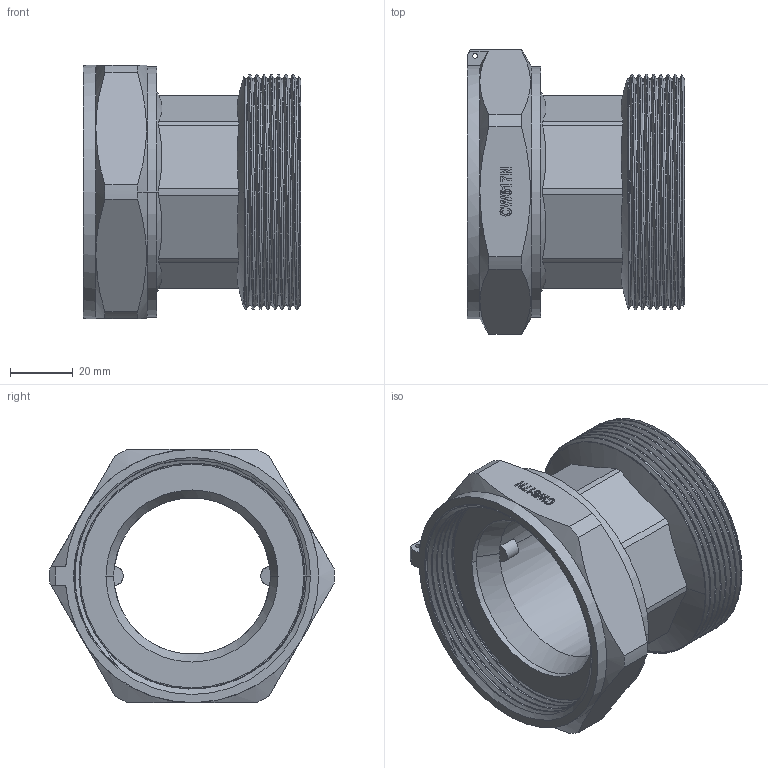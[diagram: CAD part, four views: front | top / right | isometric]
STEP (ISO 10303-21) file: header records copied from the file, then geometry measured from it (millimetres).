
FILE_DESCRIPTION((''),'2;1');
FILE_NAME('F16133010_ASM','2023-12-07T09:06:30',('admin'),(''),'CREO PARAMETRIC BY PTC INC, 2018400','CREO PARAMETRIC BY PTC INC, 2018400','');
FILE_SCHEMA(('CONFIG_CONTROL_DESIGN','SHAPE_APPEARANCE_LAYERS_GROUPS'));
Length unit declared in the file: millimetre
Products named in the file (5): FJ1641133010W; FJ1615133010W; VT19000610; VT13013310; F16133010_ASM
Assembly tree (4 placements, depth 2):
  F16133010_ASM
    FJ1641133010W
    FJ1615133010W
    VT19000610
    VT13013310
Bounding box: 69.5 x 91 x 81 mm (x, y, z)
Volume: 93985.8 mm3; surface area: 56316.8 mm2
Topology: 4 solids, 4 shells, 235 faces, 642 edges, 417 vertices
Faces by surface type: plane 68, cylinder 64, extrusion 47, cone 36, bspline 18, torus 2
Entity records: 16131 total; most frequent: CARTESIAN_POINT 8505, ORIENTED_EDGE 1284, DIRECTION 920, PRESENTATION_STYLE_ASSIGNMENT 646, STYLED_ITEM 646, CURVE_STYLE 642, EDGE_CURVE 642, VERTEX_POINT 417
